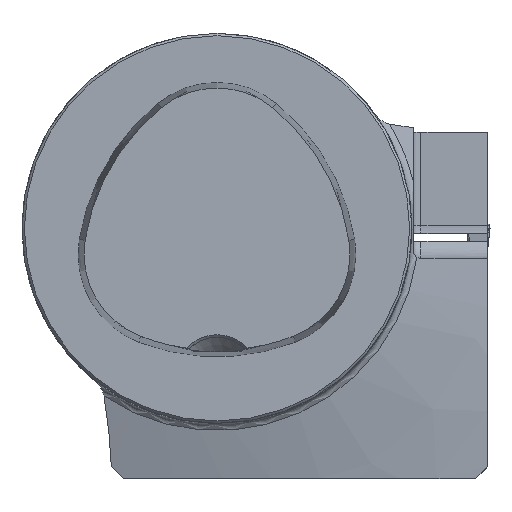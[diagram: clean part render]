
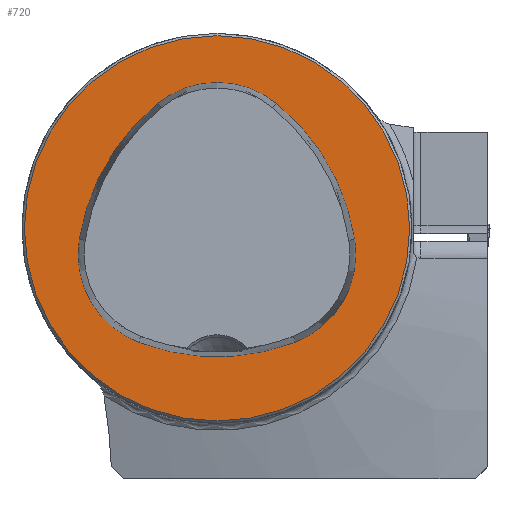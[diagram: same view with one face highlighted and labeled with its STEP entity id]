
A CAD part, top view. The second image highlights one B-rep face of the part: STEP entity #720.
In plain terms, the highlighted planar face has unit normal (0, 0, 1).
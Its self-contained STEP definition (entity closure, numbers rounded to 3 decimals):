
#157=FACE_BOUND('',#1045,.T.);
#158=FACE_BOUND('',#1046,.T.);
#242=PLANE('',#2938);
#720=ADVANCED_FACE('CU_FL_N1_SU_1',(#157,#158),#242,.T.);
#1045=EDGE_LOOP('',(#1464,#1465,#1466,#1467,#1468,#1469));
#1046=EDGE_LOOP('',(#1470));
#1196=CIRCLE('',#2929,28.075);
#1198=CIRCLE('',#2932,28.075);
#1199=CIRCLE('',#2933,12.075);
#1200=CIRCLE('',#2934,12.075);
#1201=CIRCLE('',#2935,28.075);
#1202=CIRCLE('',#2936,12.075);
#1203=CIRCLE('',#2937,24.7);
#1464=ORIENTED_EDGE('',*,*,#2484,.F.);
#1465=ORIENTED_EDGE('',*,*,#2485,.F.);
#1466=ORIENTED_EDGE('',*,*,#2477,.F.);
#1467=ORIENTED_EDGE('',*,*,#2486,.F.);
#1468=ORIENTED_EDGE('',*,*,#2487,.F.);
#1469=ORIENTED_EDGE('',*,*,#2488,.F.);
#1470=ORIENTED_EDGE('',*,*,#2489,.T.);
#2186=VERTEX_POINT('',#4483);
#2187=VERTEX_POINT('',#4485);
#2193=VERTEX_POINT('',#4517);
#2194=VERTEX_POINT('',#4518);
#2195=VERTEX_POINT('',#4521);
#2196=VERTEX_POINT('',#4523);
#2197=VERTEX_POINT('',#4526);
#2477=EDGE_CURVE('',#2186,#2187,#1196,.T.);
#2484=EDGE_CURVE('',#2193,#2194,#1198,.T.);
#2485=EDGE_CURVE('',#2187,#2193,#1199,.T.);
#2486=EDGE_CURVE('',#2195,#2186,#1200,.T.);
#2487=EDGE_CURVE('',#2196,#2195,#1201,.T.);
#2488=EDGE_CURVE('',#2194,#2196,#1202,.T.);
#2489=EDGE_CURVE('',#2197,#2197,#1203,.T.);
#2929=AXIS2_PLACEMENT_3D('',#4484,#3314,#3315);
#2932=AXIS2_PLACEMENT_3D('',#4516,#3321,#3322);
#2933=AXIS2_PLACEMENT_3D('',#4519,#3323,#3324);
#2934=AXIS2_PLACEMENT_3D('',#4520,#3325,#3326);
#2935=AXIS2_PLACEMENT_3D('',#4522,#3327,#3328);
#2936=AXIS2_PLACEMENT_3D('',#4524,#3329,#3330);
#2937=AXIS2_PLACEMENT_3D('',#4525,#3331,#3332);
#2938=AXIS2_PLACEMENT_3D('',#4527,#3333,#3334);
#3314=DIRECTION('',(0.,0.,1.));
#3315=DIRECTION('',(-1.,0.,0.));
#3321=DIRECTION('',(0.,0.,1.));
#3322=DIRECTION('',(-1.,0.,0.));
#3323=DIRECTION('',(0.,0.,1.));
#3324=DIRECTION('',(-1.,0.,0.));
#3325=DIRECTION('',(0.,0.,1.));
#3326=DIRECTION('',(-1.,0.,0.));
#3327=DIRECTION('',(0.,0.,1.));
#3328=DIRECTION('',(-1.,0.,0.));
#3329=DIRECTION('',(0.,0.,1.));
#3330=DIRECTION('',(-1.,0.,0.));
#3331=DIRECTION('',(0.,0.,1.));
#3332=DIRECTION('',(-1.,0.,0.));
#3333=DIRECTION('',(0.,0.,1.));
#3334=DIRECTION('',(-1.,0.,0.));
#4483=CARTESIAN_POINT('',(-10.05,-14.595,0.));
#4484=CARTESIAN_POINT('',(0.,11.62,0.));
#4485=CARTESIAN_POINT('',(10.05,-14.595,0.));
#4516=CARTESIAN_POINT('',(-10.078,-5.807,0.));
#4517=CARTESIAN_POINT('',(17.656,-1.443,0.));
#4518=CARTESIAN_POINT('',(7.606,15.999,0.));
#4519=CARTESIAN_POINT('',(5.727,-3.32,0.));
#4520=CARTESIAN_POINT('',(-5.727,-3.32,0.));
#4521=CARTESIAN_POINT('',(-17.656,-1.443,0.));
#4522=CARTESIAN_POINT('',(10.078,-5.807,0.));
#4523=CARTESIAN_POINT('',(-7.606,15.999,0.));
#4524=CARTESIAN_POINT('',(0.,6.62,0.));
#4525=CARTESIAN_POINT('',(0.,0.,0.));
#4526=CARTESIAN_POINT('',(-24.7,0.,0.));
#4527=CARTESIAN_POINT('',(0.,0.,0.));
